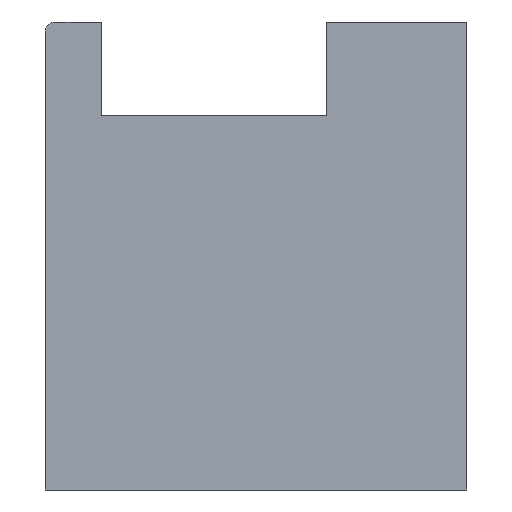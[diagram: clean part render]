
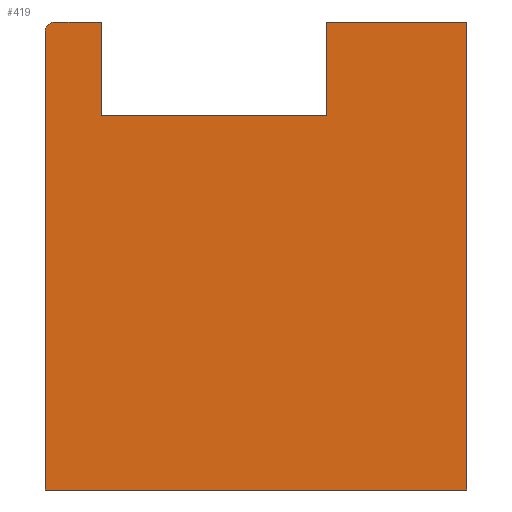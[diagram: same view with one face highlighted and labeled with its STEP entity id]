
A CAD part, left-side view. The second image highlights one B-rep face of the part: STEP entity #419.
In plain terms, the highlighted planar face has unit normal (-1, 0, 0).
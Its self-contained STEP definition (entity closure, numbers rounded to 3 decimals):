
#12 = DIRECTION ( 'NONE',  ( 0., 0., 1. ) ) ;
#28 = CARTESIAN_POINT ( 'NONE',  ( -12.5, 7.8, 3. ) ) ;
#29 = VECTOR ( 'NONE', #283, 1000. ) ;
#32 = LINE ( 'NONE', #621, #616 ) ;
#54 = ORIENTED_EDGE ( 'NONE', *, *, #137, .T. ) ;
#59 = CARTESIAN_POINT ( 'NONE',  ( -12.5, 8.8, 4.8 ) ) ;
#78 = LINE ( 'NONE', #339, #180 ) ;
#117 = VERTEX_POINT ( 'NONE', #214 ) ;
#122 = ORIENTED_EDGE ( 'NONE', *, *, #804, .T. ) ;
#137 = EDGE_CURVE ( 'NONE', #691, #117, #78, .T. ) ;
#142 = FACE_OUTER_BOUND ( 'NONE', #360, .T. ) ;
#148 = DIRECTION ( 'NONE',  ( 0., -1., 0. ) ) ;
#154 = CARTESIAN_POINT ( 'NONE',  ( -12.5, 0., -5. ) ) ;
#179 = VECTOR ( 'NONE', #573, 1000. ) ;
#180 = VECTOR ( 'NONE', #148, 1000. ) ;
#188 = EDGE_CURVE ( 'NONE', #306, #437, #554, .T. ) ;
#193 = DIRECTION ( 'NONE',  ( 0., 0., -1. ) ) ;
#214 = CARTESIAN_POINT ( 'NONE',  ( -12.5, 0., -5. ) ) ;
#218 = LINE ( 'NONE', #154, #412 ) ;
#226 = EDGE_CURVE ( 'NONE', #117, #810, #218, .T. ) ;
#227 = DIRECTION ( 'NONE',  ( 0., 0., 1. ) ) ;
#239 = ORIENTED_EDGE ( 'NONE', *, *, #240, .T. ) ;
#240 = EDGE_CURVE ( 'NONE', #437, #373, #797, .T. ) ;
#244 = ORIENTED_EDGE ( 'NONE', *, *, #279, .F. ) ;
#279 = EDGE_CURVE ( 'NONE', #710, #810, #32, .T. ) ;
#283 = DIRECTION ( 'NONE',  ( 0., 1., 0. ) ) ;
#288 = AXIS2_PLACEMENT_3D ( 'NONE', #768, #654, #706 ) ;
#304 = LINE ( 'NONE', #764, #767 ) ;
#305 = CARTESIAN_POINT ( 'NONE',  ( -12.5, 9., 4.8 ) ) ;
#306 = VERTEX_POINT ( 'NONE', #561 ) ;
#336 = PLANE ( 'NONE',  #288 ) ;
#338 = CARTESIAN_POINT ( 'NONE',  ( -12.5, 7.8, 3. ) ) ;
#339 = CARTESIAN_POINT ( 'NONE',  ( -12.5, 9., -5. ) ) ;
#349 = DIRECTION ( 'NONE',  ( 0., 0., 1. ) ) ;
#354 = EDGE_CURVE ( 'NONE', #513, #373, #448, .T. ) ;
#355 = VERTEX_POINT ( 'NONE', #305 ) ;
#360 = EDGE_LOOP ( 'NONE', ( #812, #542, #705, #54, #798, #244, #122, #457, #239 ) ) ;
#364 = DIRECTION ( 'NONE',  ( 0., 0., -1. ) ) ;
#370 = VECTOR ( 'NONE', #349, 1000. ) ;
#373 = VERTEX_POINT ( 'NONE', #501 ) ;
#406 = LINE ( 'NONE', #711, #818 ) ;
#412 = VECTOR ( 'NONE', #227, 1000. ) ;
#419 = ADVANCED_FACE ( 'NONE', ( #142 ), #336, .F. ) ;
#431 = DIRECTION ( 'NONE',  ( -1., 0., 0. ) ) ;
#436 = CARTESIAN_POINT ( 'NONE',  ( -12.5, 9., 5. ) ) ;
#437 = VERTEX_POINT ( 'NONE', #338 ) ;
#448 = LINE ( 'NONE', #436, #179 ) ;
#455 = CIRCLE ( 'NONE', #565, 0.2 ) ;
#457 = ORIENTED_EDGE ( 'NONE', *, *, #188, .T. ) ;
#466 = EDGE_CURVE ( 'NONE', #691, #355, #406, .T. ) ;
#486 = DIRECTION ( 'NONE',  ( 0., -1., 0. ) ) ;
#501 = CARTESIAN_POINT ( 'NONE',  ( -12.5, 7.8, 5. ) ) ;
#513 = VERTEX_POINT ( 'NONE', #773 ) ;
#542 = ORIENTED_EDGE ( 'NONE', *, *, #723, .T. ) ;
#548 = CARTESIAN_POINT ( 'NONE',  ( -12.5, 7.8, 3. ) ) ;
#554 = LINE ( 'NONE', #548, #29 ) ;
#561 = CARTESIAN_POINT ( 'NONE',  ( -12.5, 3., 3. ) ) ;
#565 = AXIS2_PLACEMENT_3D ( 'NONE', #59, #431, #364 ) ;
#573 = DIRECTION ( 'NONE',  ( 0., -1., 0. ) ) ;
#616 = VECTOR ( 'NONE', #486, 1000. ) ;
#621 = CARTESIAN_POINT ( 'NONE',  ( -12.5, 9., 5. ) ) ;
#623 = CARTESIAN_POINT ( 'NONE',  ( -12.5, 0., 5. ) ) ;
#654 = DIRECTION ( 'NONE',  ( 1., 0., 0. ) ) ;
#691 = VERTEX_POINT ( 'NONE', #732 ) ;
#705 = ORIENTED_EDGE ( 'NONE', *, *, #466, .F. ) ;
#706 = DIRECTION ( 'NONE',  ( 0., 0., -1. ) ) ;
#709 = CARTESIAN_POINT ( 'NONE',  ( -12.5, 3., 5. ) ) ;
#710 = VERTEX_POINT ( 'NONE', #709 ) ;
#711 = CARTESIAN_POINT ( 'NONE',  ( -12.5, 9., -5. ) ) ;
#723 = EDGE_CURVE ( 'NONE', #513, #355, #455, .T. ) ;
#732 = CARTESIAN_POINT ( 'NONE',  ( -12.5, 9., -5. ) ) ;
#764 = CARTESIAN_POINT ( 'NONE',  ( -12.5, 3., 3. ) ) ;
#767 = VECTOR ( 'NONE', #193, 1000. ) ;
#768 = CARTESIAN_POINT ( 'NONE',  ( -12.5, 9., -5. ) ) ;
#773 = CARTESIAN_POINT ( 'NONE',  ( -12.5, 8.8, 5. ) ) ;
#797 = LINE ( 'NONE', #28, #370 ) ;
#798 = ORIENTED_EDGE ( 'NONE', *, *, #226, .T. ) ;
#804 = EDGE_CURVE ( 'NONE', #710, #306, #304, .T. ) ;
#810 = VERTEX_POINT ( 'NONE', #623 ) ;
#812 = ORIENTED_EDGE ( 'NONE', *, *, #354, .F. ) ;
#818 = VECTOR ( 'NONE', #12, 1000. ) ;
